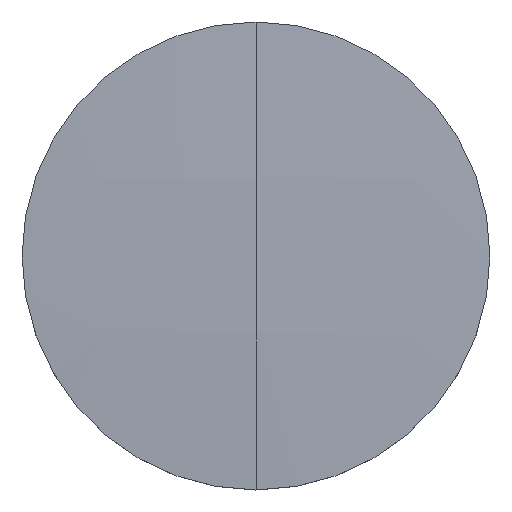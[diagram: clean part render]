
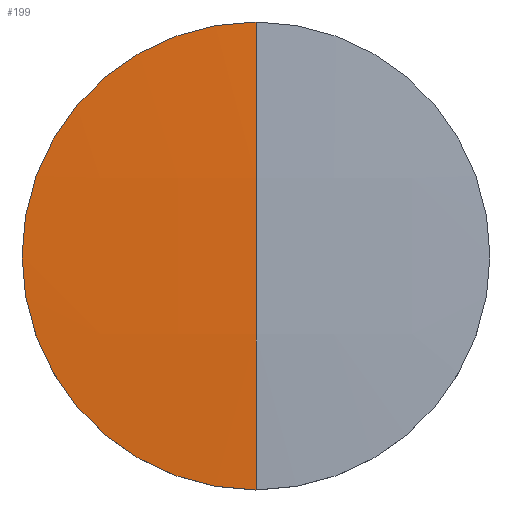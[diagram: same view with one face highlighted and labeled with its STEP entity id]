
A CAD part, top view. The second image highlights one B-rep face of the part: STEP entity #199.
In plain terms, the highlighted free-form (B-spline) face has degree [3, 3] with [4, 4] control points.
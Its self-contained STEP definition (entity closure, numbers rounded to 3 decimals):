
#2 = ORIENTED_EDGE ( 'NONE', *, *, #67, .F. ) ;
#3 = CARTESIAN_POINT ( 'NONE',  ( 0., -12.7, 2.717 ) ) ;
#5 = VERTEX_POINT ( 'NONE', #3 ) ;
#14 = CARTESIAN_POINT ( 'NONE',  ( -12.763, 12.852, 2.424 ) ) ;
#23 = VERTEX_POINT ( 'NONE', #53 ) ;
#26 = CIRCLE ( 'NONE', #54, 12.7 ) ;
#37 = CARTESIAN_POINT ( 'NONE',  ( -8.523, -4.287, 3.001 ) ) ;
#39 = DIRECTION ( 'NONE',  ( 0., -1., 0. ) ) ;
#44 =( BOUNDED_SURFACE ( )  B_SPLINE_SURFACE ( 3, 3, ( 
 ( #120, #267, #222, #148 ),
 ( #105, #106, #37, #194 ),
 ( #224, #104, #168, #288 ),
 ( #129, #285, #246, #14 ) ),
 .UNSPECIFIED., .F., .F., .F. ) 
 B_SPLINE_SURFACE_WITH_KNOTS ( ( 4, 4 ),
 ( 4, 4 ),
 ( 0., 1. ),
 ( 0., 1. ),
 .UNSPECIFIED. ) 
 GEOMETRIC_REPRESENTATION_ITEM ( )  RATIONAL_B_SPLINE_SURFACE ( (
 ( 1., 1., 1., 1.),
 ( 0.999, 0.999, 0.999, 0.999),
 ( 0.999, 0.999, 0.999, 0.999),
 ( 1., 1., 1., 1.) ) ) 
 REPRESENTATION_ITEM ( '' )  SURFACE ( )  );
#53 = CARTESIAN_POINT ( 'NONE',  ( 0., 12.7, 2.717 ) ) ;
#54 = AXIS2_PLACEMENT_3D ( 'NONE', #82, #144, #259 ) ;
#62 = DIRECTION ( 'NONE',  ( -1., 0., 0. ) ) ;
#63 = ORIENTED_EDGE ( 'NONE', *, *, #196, .T. ) ;
#67 = EDGE_CURVE ( 'NONE', #252, #23, #235, .T. ) ;
#82 = CARTESIAN_POINT ( 'NONE',  ( 0., 0., 2.717 ) ) ;
#103 = CARTESIAN_POINT ( 'NONE',  ( 0., 0., -282.2 ) ) ;
#104 = CARTESIAN_POINT ( 'NONE',  ( -4.262, 4.287, 3.097 ) ) ;
#105 = CARTESIAN_POINT ( 'NONE',  ( 0., -4.287, 3.097 ) ) ;
#106 = CARTESIAN_POINT ( 'NONE',  ( -4.262, -4.287, 3.097 ) ) ;
#120 = CARTESIAN_POINT ( 'NONE',  ( 0., -12.852, 2.71 ) ) ;
#129 = CARTESIAN_POINT ( 'NONE',  ( 0., 12.852, 2.71 ) ) ;
#144 = DIRECTION ( 'NONE',  ( 0., 0., -1. ) ) ;
#148 = CARTESIAN_POINT ( 'NONE',  ( -12.763, -12.852, 2.424 ) ) ;
#149 = EDGE_CURVE ( 'NONE', #5, #252, #26, .T. ) ;
#155 = AXIS2_PLACEMENT_3D ( 'NONE', #103, #62, #39 ) ;
#168 = CARTESIAN_POINT ( 'NONE',  ( -8.523, 4.287, 3.001 ) ) ;
#179 = CARTESIAN_POINT ( 'NONE',  ( 0., 0., 2.717 ) ) ;
#194 = CARTESIAN_POINT ( 'NONE',  ( -12.78, -4.287, 2.81 ) ) ;
#195 = CARTESIAN_POINT ( 'NONE',  ( -12.7, 0., 2.717 ) ) ;
#196 = EDGE_CURVE ( 'NONE', #5, #23, #201, .T. ) ;
#199 = ADVANCED_FACE ( 'NONE', ( #294 ), #44, .T. ) ;
#201 = CIRCLE ( 'NONE', #155, 285.2 ) ;
#204 = EDGE_LOOP ( 'NONE', ( #227, #63, #2 ) ) ;
#207 = DIRECTION ( 'NONE',  ( 1., 0., 0. ) ) ;
#222 = CARTESIAN_POINT ( 'NONE',  ( -8.511, -12.852, 2.615 ) ) ;
#224 = CARTESIAN_POINT ( 'NONE',  ( 0., 4.287, 3.097 ) ) ;
#227 = ORIENTED_EDGE ( 'NONE', *, *, #149, .F. ) ;
#235 = CIRCLE ( 'NONE', #247, 12.7 ) ;
#246 = CARTESIAN_POINT ( 'NONE',  ( -8.511, 12.852, 2.615 ) ) ;
#247 = AXIS2_PLACEMENT_3D ( 'NONE', #179, #256, #207 ) ;
#252 = VERTEX_POINT ( 'NONE', #195 ) ;
#256 = DIRECTION ( 'NONE',  ( 0., 0., -1. ) ) ;
#259 = DIRECTION ( 'NONE',  ( 1., 0., 0. ) ) ;
#267 = CARTESIAN_POINT ( 'NONE',  ( -4.256, -12.852, 2.71 ) ) ;
#285 = CARTESIAN_POINT ( 'NONE',  ( -4.256, 12.852, 2.71 ) ) ;
#288 = CARTESIAN_POINT ( 'NONE',  ( -12.78, 4.287, 2.81 ) ) ;
#294 = FACE_OUTER_BOUND ( 'NONE', #204, .T. ) ;
